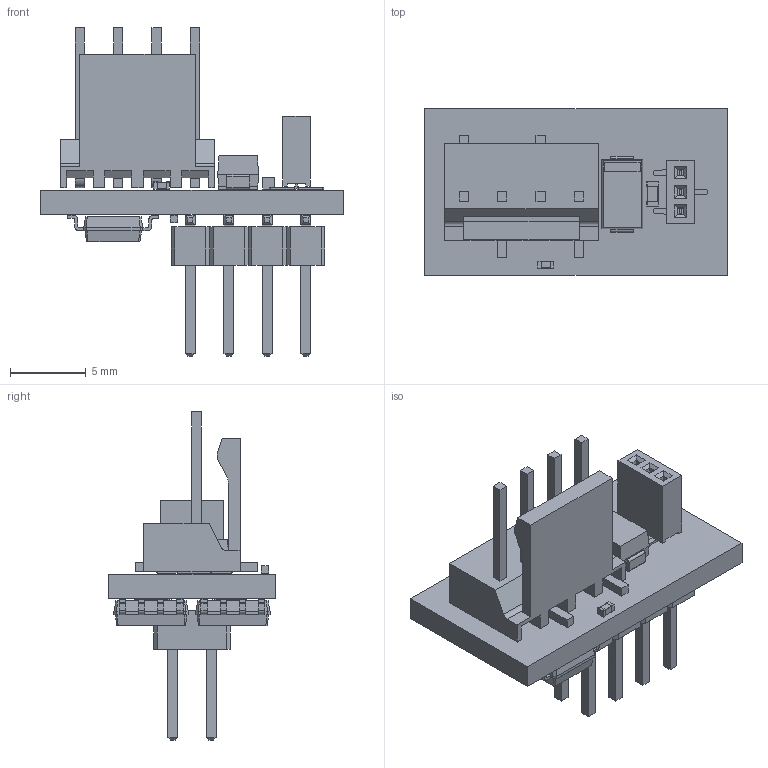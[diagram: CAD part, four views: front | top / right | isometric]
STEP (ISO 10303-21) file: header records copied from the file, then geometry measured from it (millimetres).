
FILE_DESCRIPTION(('KiCad electronic assembly'),'2;1');
FILE_NAME('Feeder.step','2020-03-30T21:22:21',('An Author'),('A Company' ),'Open CASCADE STEP processor 6.9','KiCad to STEP converter', 'Unknown');
FILE_SCHEMA(('AUTOMOTIVE_DESIGN { 1 0 10303 214 1 1 1 1 }'));
Length unit declared in the file: millimetre
Products named in the file (16): Open CASCADE STEP translator 6.9 1; PinHeader_2x04_P2.54mm_Vertical_SMD; SOLID; SOIC-8_3.9x4.9mm_P1.27mm; D_SMA; 3-647166-4; C_0402_1005Metric; C_0603_1608Metric; PinSocket_1x03_P1.27mm_Vertical_SMD_Pin1Left
Assembly tree (17 placements, depth 3):
  Open CASCADE STEP translator 6.9 1
    PinHeader_2x04_P2.54mm_Vertical_SMD
      SOLID
    SOIC-8_3.9x4.9mm_P1.27mm  x2
      SOLID
    D_SMA
      SOLID
    3-647166-4
      SOLID
    C_0402_1005Metric  x2
      SOLID
    C_0603_1608Metric
      SOLID
    PinSocket_1x03_P1.27mm_Vertical_SMD_Pin1Left
      SOLID
    SOLID
Bounding box: 20 x 11 x 21.67 mm (x, y, z)
Volume: 840.9 mm3; surface area: 1720 mm2
Topology: 10 solids, 10 shells, 847 faces, 2147 edges, 1362 vertices
Faces by surface type: plane 643, cylinder 130, bspline 74
Full cylindrical faces by diameter (mm): 0.6 x2
Entity records: 45708 total; most frequent: CARTESIAN_POINT 7709, DIRECTION 6230, LINE 4518, VECTOR 4518, ORIENTED_EDGE 3344, PCURVE 3344, DEFINITIONAL_REPRESENTATION 3344, EDGE_CURVE 1672
